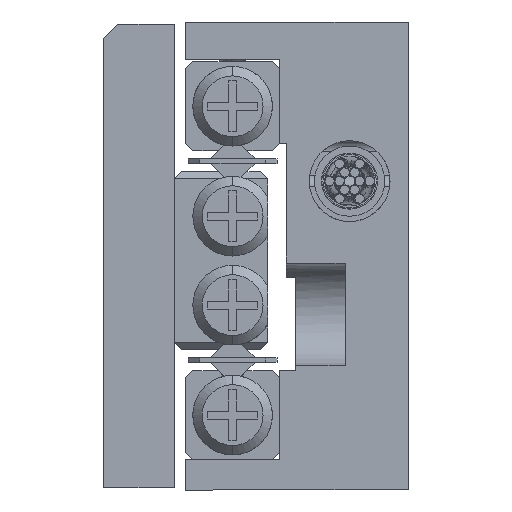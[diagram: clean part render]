
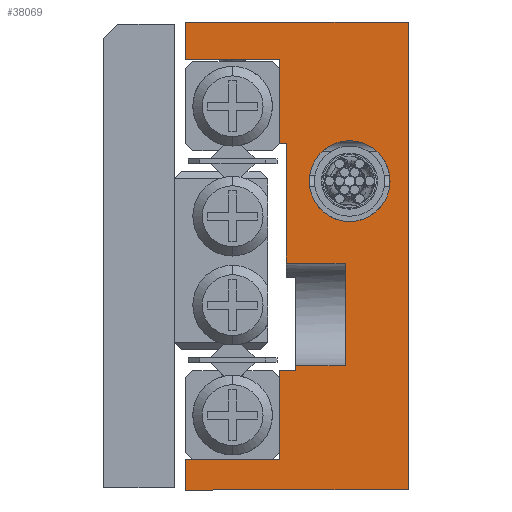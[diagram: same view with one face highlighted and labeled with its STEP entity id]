
A CAD part, left-side view. The second image highlights one B-rep face of the part: STEP entity #38069.
In plain terms, the highlighted planar face has unit normal (-1, 0, 0).
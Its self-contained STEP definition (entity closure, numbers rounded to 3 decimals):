
#1347 = EDGE_LOOP ( 'NONE', ( #46253, #39829 ) ) ;
#1423 = VECTOR ( 'NONE', #61666, 1000. ) ;
#1778 = LINE ( 'NONE', #17434, #40161 ) ;
#3226 = DIRECTION ( 'NONE',  ( 0., 0., -1. ) ) ;
#3364 = VECTOR ( 'NONE', #46232, 1000. ) ;
#3513 = LINE ( 'NONE', #3834, #33419 ) ;
#3834 = CARTESIAN_POINT ( 'NONE',  ( -10., 5.5, -10. ) ) ;
#4033 = EDGE_CURVE ( 'NONE', #58786, #49844, #26607, .T. ) ;
#5194 = AXIS2_PLACEMENT_3D ( 'NONE', #64619, #27991, #33322 ) ;
#5309 = ORIENTED_EDGE ( 'NONE', *, *, #20390, .T. ) ;
#5571 = CARTESIAN_POINT ( 'NONE',  ( -10., 5.5, 4.8 ) ) ;
#5608 = CARTESIAN_POINT ( 'NONE',  ( -10., 9.5, 10. ) ) ;
#6620 = VERTEX_POINT ( 'NONE', #32336 ) ;
#6804 = CARTESIAN_POINT ( 'NONE',  ( -10., 2.692, -4.7 ) ) ;
#7172 = EDGE_CURVE ( 'NONE', #7682, #37306, #53969, .T. ) ;
#7682 = VERTEX_POINT ( 'NONE', #5571 ) ;
#8332 = DIRECTION ( 'NONE',  ( 0., 0., 1. ) ) ;
#8732 = LINE ( 'NONE', #24021, #25577 ) ;
#9484 = CARTESIAN_POINT ( 'NONE',  ( -10., 5.5, -10. ) ) ;
#10518 = ORIENTED_EDGE ( 'NONE', *, *, #21893, .F. ) ;
#11081 = VERTEX_POINT ( 'NONE', #28657 ) ;
#11082 = EDGE_CURVE ( 'NONE', #37556, #25825, #22191, .T. ) ;
#11875 = CARTESIAN_POINT ( 'NONE',  ( -10., 0., -10. ) ) ;
#11979 = DIRECTION ( 'NONE',  ( 0., -1., 0. ) ) ;
#12030 = CARTESIAN_POINT ( 'NONE',  ( -10., 2.5, 4.927 ) ) ;
#12387 = DIRECTION ( 'NONE',  ( 1., 0., 0. ) ) ;
#12428 = ORIENTED_EDGE ( 'NONE', *, *, #15648, .F. ) ;
#13214 = LINE ( 'NONE', #33515, #37610 ) ;
#14702 = DIRECTION ( 'NONE',  ( 0., 0., 1. ) ) ;
#14932 = ORIENTED_EDGE ( 'NONE', *, *, #16641, .T. ) ;
#15648 = EDGE_CURVE ( 'NONE', #20746, #49638, #36939, .T. ) ;
#16495 = LINE ( 'NONE', #47481, #37379 ) ;
#16641 = EDGE_CURVE ( 'NONE', #20746, #39433, #35894, .T. ) ;
#17434 = CARTESIAN_POINT ( 'NONE',  ( -10., 5.5, -8.7 ) ) ;
#17697 = FACE_OUTER_BOUND ( 'NONE', #39918, .T. ) ;
#18150 = CARTESIAN_POINT ( 'NONE',  ( -10., 4.8, -10. ) ) ;
#19193 = DIRECTION ( 'NONE',  ( 0., 0., 1. ) ) ;
#20088 = EDGE_CURVE ( 'NONE', #52640, #24018, #16495, .T. ) ;
#20390 = EDGE_CURVE ( 'NONE', #49844, #25911, #58126, .T. ) ;
#20746 = VERTEX_POINT ( 'NONE', #29447 ) ;
#21601 = CARTESIAN_POINT ( 'NONE',  ( -10., -2.141, -4.7 ) ) ;
#21893 = EDGE_CURVE ( 'NONE', #50271, #6620, #8732, .T. ) ;
#21945 = EDGE_CURVE ( 'NONE', #31013, #49638, #40326, .T. ) ;
#22191 = CIRCLE ( 'NONE', #5194, 1.727 ) ;
#22207 = CIRCLE ( 'NONE', #29693, 1.727 ) ;
#22486 = VECTOR ( 'NONE', #58462, 1000. ) ;
#23496 = VECTOR ( 'NONE', #11979, 1000. ) ;
#24018 = VERTEX_POINT ( 'NONE', #60761 ) ;
#24021 = CARTESIAN_POINT ( 'NONE',  ( -10., 5.2, 4.8 ) ) ;
#24046 = VECTOR ( 'NONE', #56092, 1000. ) ;
#24221 = EDGE_CURVE ( 'NONE', #24018, #31013, #55122, .T. ) ;
#24742 = VECTOR ( 'NONE', #36926, 1000. ) ;
#25577 = VECTOR ( 'NONE', #39015, 1000. ) ;
#25825 = VERTEX_POINT ( 'NONE', #12030 ) ;
#25911 = VERTEX_POINT ( 'NONE', #58968 ) ;
#26607 = LINE ( 'NONE', #21601, #24742 ) ;
#27025 = PLANE ( 'NONE',  #40724 ) ;
#27245 = EDGE_CURVE ( 'NONE', #25825, #37556, #22207, .T. ) ;
#27546 = CARTESIAN_POINT ( 'NONE',  ( -10., 5.2, -0.3 ) ) ;
#27873 = VERTEX_POINT ( 'NONE', #54169 ) ;
#27991 = DIRECTION ( 'NONE',  ( -1., 0., 0. ) ) ;
#28308 = CARTESIAN_POINT ( 'NONE',  ( -10., 5.5, -10. ) ) ;
#28657 = CARTESIAN_POINT ( 'NONE',  ( -10., 2.692, -0.3 ) ) ;
#29447 = CARTESIAN_POINT ( 'NONE',  ( -10., 9.5, 10. ) ) ;
#29467 = LINE ( 'NONE', #65118, #63854 ) ;
#29693 = AXIS2_PLACEMENT_3D ( 'NONE', #34182, #43859, #19193 ) ;
#29712 = LINE ( 'NONE', #36000, #1423 ) ;
#31013 = VERTEX_POINT ( 'NONE', #11875 ) ;
#32336 = CARTESIAN_POINT ( 'NONE',  ( -10., 5.2, 4.8 ) ) ;
#33322 = DIRECTION ( 'NONE',  ( 0., 0., 1. ) ) ;
#33381 = ORIENTED_EDGE ( 'NONE', *, *, #45224, .F. ) ;
#33419 = VECTOR ( 'NONE', #39768, 1000. ) ;
#33515 = CARTESIAN_POINT ( 'NONE',  ( -10., 2.692, -10. ) ) ;
#34182 = CARTESIAN_POINT ( 'NONE',  ( -10., 2.5, 3.2 ) ) ;
#35187 = EDGE_CURVE ( 'NONE', #11081, #58786, #13214, .T. ) ;
#35358 = EDGE_CURVE ( 'NONE', #39433, #37306, #29712, .T. ) ;
#35579 = CARTESIAN_POINT ( 'NONE',  ( -10., 0., 10. ) ) ;
#35894 = LINE ( 'NONE', #5608, #3364 ) ;
#35995 = VECTOR ( 'NONE', #59775, 1000. ) ;
#36000 = CARTESIAN_POINT ( 'NONE',  ( -10., 5.5, 8.4 ) ) ;
#36232 = ORIENTED_EDGE ( 'NONE', *, *, #21945, .T. ) ;
#36926 = DIRECTION ( 'NONE',  ( 0., 1., 0. ) ) ;
#36939 = LINE ( 'NONE', #42611, #23496 ) ;
#37021 = DIRECTION ( 'NONE',  ( 0., 0., -1. ) ) ;
#37181 = EDGE_CURVE ( 'NONE', #38378, #27873, #3513, .T. ) ;
#37306 = VERTEX_POINT ( 'NONE', #38789 ) ;
#37361 = FACE_BOUND ( 'NONE', #1347, .T. ) ;
#37379 = VECTOR ( 'NONE', #51490, 1000. ) ;
#37556 = VERTEX_POINT ( 'NONE', #45772 ) ;
#37610 = VECTOR ( 'NONE', #3226, 1000. ) ;
#37743 = DIRECTION ( 'NONE',  ( 0., 1., 0. ) ) ;
#38069 = ADVANCED_FACE ( 'NONE', ( #37361, #17697 ), #27025, .F. ) ;
#38378 = VERTEX_POINT ( 'NONE', #44991 ) ;
#38789 = CARTESIAN_POINT ( 'NONE',  ( -10., 5.5, 8.4 ) ) ;
#39015 = DIRECTION ( 'NONE',  ( 0., 0., 1. ) ) ;
#39406 = DIRECTION ( 'NONE',  ( 0., 1., 0. ) ) ;
#39433 = VERTEX_POINT ( 'NONE', #64672 ) ;
#39695 = CARTESIAN_POINT ( 'NONE',  ( -10., 9.5, -8.7 ) ) ;
#39768 = DIRECTION ( 'NONE',  ( 0., 0., 1. ) ) ;
#39829 = ORIENTED_EDGE ( 'NONE', *, *, #11082, .F. ) ;
#39918 = EDGE_LOOP ( 'NONE', ( #64506, #56283, #5309, #51642, #49027, #65634, #65264, #58553, #36232, #12428, #14932, #62067, #49924, #33381, #10518, #54953 ) ) ;
#40076 = LINE ( 'NONE', #43800, #35995 ) ;
#40161 = VECTOR ( 'NONE', #37743, 1000. ) ;
#40326 = LINE ( 'NONE', #55684, #52191 ) ;
#40724 = AXIS2_PLACEMENT_3D ( 'NONE', #43334, #12387, #37021 ) ;
#41168 = VECTOR ( 'NONE', #39406, 1000. ) ;
#41599 = EDGE_CURVE ( 'NONE', #27873, #25911, #40076, .T. ) ;
#41883 = CARTESIAN_POINT ( 'NONE',  ( -10., 4.8, -4.7 ) ) ;
#42611 = CARTESIAN_POINT ( 'NONE',  ( -10., 5.5, 10. ) ) ;
#43334 = CARTESIAN_POINT ( 'NONE',  ( -10., 5.5, -10. ) ) ;
#43800 = CARTESIAN_POINT ( 'NONE',  ( -10., 5.5, -4.9 ) ) ;
#43859 = DIRECTION ( 'NONE',  ( -1., 0., 0. ) ) ;
#44991 = CARTESIAN_POINT ( 'NONE',  ( -10., 5.5, -8.7 ) ) ;
#45224 = EDGE_CURVE ( 'NONE', #6620, #7682, #29467, .T. ) ;
#45772 = CARTESIAN_POINT ( 'NONE',  ( -10., 2.5, 1.473 ) ) ;
#46232 = DIRECTION ( 'NONE',  ( 0., 0., -1. ) ) ;
#46253 = ORIENTED_EDGE ( 'NONE', *, *, #27245, .F. ) ;
#47481 = CARTESIAN_POINT ( 'NONE',  ( -10., 9.5, -10. ) ) ;
#49027 = ORIENTED_EDGE ( 'NONE', *, *, #37181, .F. ) ;
#49638 = VERTEX_POINT ( 'NONE', #35579 ) ;
#49844 = VERTEX_POINT ( 'NONE', #41883 ) ;
#49924 = ORIENTED_EDGE ( 'NONE', *, *, #7172, .F. ) ;
#50135 = DIRECTION ( 'NONE',  ( 0., 1., 0. ) ) ;
#50271 = VERTEX_POINT ( 'NONE', #27546 ) ;
#51490 = DIRECTION ( 'NONE',  ( 0., 0., -1. ) ) ;
#51642 = ORIENTED_EDGE ( 'NONE', *, *, #41599, .F. ) ;
#52191 = VECTOR ( 'NONE', #14702, 1000. ) ;
#52640 = VERTEX_POINT ( 'NONE', #39695 ) ;
#53969 = LINE ( 'NONE', #28308, #65543 ) ;
#54169 = CARTESIAN_POINT ( 'NONE',  ( -10., 5.5, -4.9 ) ) ;
#54753 = EDGE_CURVE ( 'NONE', #11081, #50271, #59756, .T. ) ;
#54953 = ORIENTED_EDGE ( 'NONE', *, *, #54753, .F. ) ;
#55122 = LINE ( 'NONE', #9484, #24046 ) ;
#55552 = EDGE_CURVE ( 'NONE', #38378, #52640, #1778, .T. ) ;
#55684 = CARTESIAN_POINT ( 'NONE',  ( -10., 0., -10. ) ) ;
#56092 = DIRECTION ( 'NONE',  ( 0., -1., 0. ) ) ;
#56283 = ORIENTED_EDGE ( 'NONE', *, *, #4033, .T. ) ;
#58126 = LINE ( 'NONE', #18150, #22486 ) ;
#58462 = DIRECTION ( 'NONE',  ( 0., 0., -1. ) ) ;
#58553 = ORIENTED_EDGE ( 'NONE', *, *, #24221, .T. ) ;
#58786 = VERTEX_POINT ( 'NONE', #6804 ) ;
#58968 = CARTESIAN_POINT ( 'NONE',  ( -10., 4.8, -4.9 ) ) ;
#59756 = LINE ( 'NONE', #64411, #41168 ) ;
#59775 = DIRECTION ( 'NONE',  ( 0., -1., 0. ) ) ;
#60761 = CARTESIAN_POINT ( 'NONE',  ( -10., 9.5, -10. ) ) ;
#61666 = DIRECTION ( 'NONE',  ( 0., -1., 0. ) ) ;
#62067 = ORIENTED_EDGE ( 'NONE', *, *, #35358, .T. ) ;
#63854 = VECTOR ( 'NONE', #50135, 1000. ) ;
#64411 = CARTESIAN_POINT ( 'NONE',  ( -10., -2.141, -0.3 ) ) ;
#64506 = ORIENTED_EDGE ( 'NONE', *, *, #35187, .T. ) ;
#64619 = CARTESIAN_POINT ( 'NONE',  ( -10., 2.5, 3.2 ) ) ;
#64672 = CARTESIAN_POINT ( 'NONE',  ( -10., 9.5, 8.4 ) ) ;
#65118 = CARTESIAN_POINT ( 'NONE',  ( -10., 5.5, 4.8 ) ) ;
#65264 = ORIENTED_EDGE ( 'NONE', *, *, #20088, .T. ) ;
#65543 = VECTOR ( 'NONE', #8332, 1000. ) ;
#65634 = ORIENTED_EDGE ( 'NONE', *, *, #55552, .T. ) ;
